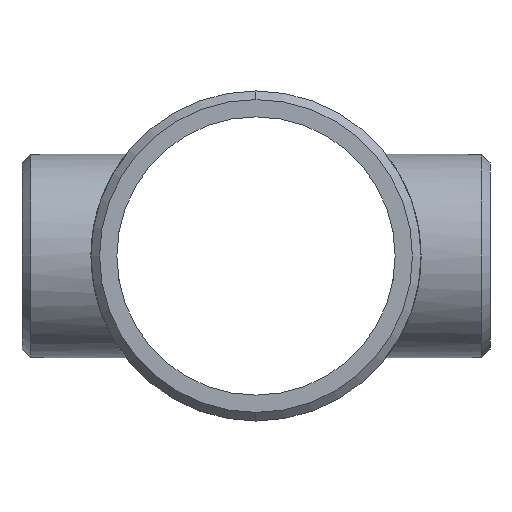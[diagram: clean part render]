
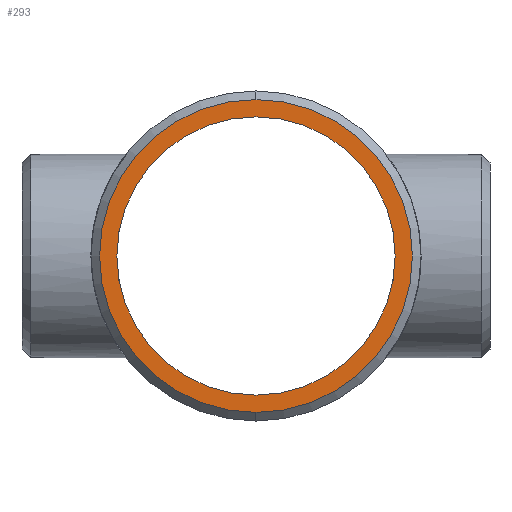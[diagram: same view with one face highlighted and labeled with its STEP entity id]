
A CAD part, left-side view. The second image highlights one B-rep face of the part: STEP entity #293.
In plain terms, the highlighted planar face has unit normal (-1, 0, 0).
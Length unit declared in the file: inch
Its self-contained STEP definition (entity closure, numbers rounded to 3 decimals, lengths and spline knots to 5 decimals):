
#22 = EDGE_CURVE ( 'NONE', #1079, #1105, #997, .T. ) ;
#60 = CARTESIAN_POINT ( 'NONE',  ( -8.5, 0., 0. ) ) ;
#105 = ORIENTED_EDGE ( 'NONE', *, *, #22, .T. ) ;
#111 = CARTESIAN_POINT ( 'NONE',  ( -8.5, 0., -4.531 ) ) ;
#169 = AXIS2_PLACEMENT_3D ( 'NONE', #191, #516, #1026 ) ;
#191 = CARTESIAN_POINT ( 'NONE',  ( -8.5, 0., 0. ) ) ;
#233 = CIRCLE ( 'NONE', #169, 5.09367 ) ;
#264 = VERTEX_POINT ( 'NONE', #111 ) ;
#293 = ADVANCED_FACE ( 'NONE', ( #1332, #1018 ), #374, .T. ) ;
#374 = PLANE ( 'NONE',  #1236 ) ;
#391 = CARTESIAN_POINT ( 'NONE',  ( -8.5, 0., 0. ) ) ;
#406 = DIRECTION ( 'NONE',  ( 0., 0., 1. ) ) ;
#439 = EDGE_CURVE ( 'NONE', #974, #264, #988, .T. ) ;
#461 = ORIENTED_EDGE ( 'NONE', *, *, #1356, .T. ) ;
#472 = CARTESIAN_POINT ( 'NONE',  ( -8.5, 0., 4.531 ) ) ;
#505 = DIRECTION ( 'NONE',  ( 1., 0., 0. ) ) ;
#516 = DIRECTION ( 'NONE',  ( -1., 0., 0. ) ) ;
#577 = AXIS2_PLACEMENT_3D ( 'NONE', #719, #505, #1368 ) ;
#615 = CARTESIAN_POINT ( 'NONE',  ( -8.5, 0., 5.09367 ) ) ;
#616 = DIRECTION ( 'NONE',  ( -1., 0., 0. ) ) ;
#686 = ORIENTED_EDGE ( 'NONE', *, *, #1134, .T. ) ;
#719 = CARTESIAN_POINT ( 'NONE',  ( -8.5, 0., 0. ) ) ;
#734 = AXIS2_PLACEMENT_3D ( 'NONE', #921, #817, #1247 ) ;
#817 = DIRECTION ( 'NONE',  ( 1., 0., 0. ) ) ;
#861 = ORIENTED_EDGE ( 'NONE', *, *, #439, .T. ) ;
#921 = CARTESIAN_POINT ( 'NONE',  ( -8.5, 0., 0. ) ) ;
#928 = CARTESIAN_POINT ( 'NONE',  ( -8.5, 0., -5.09367 ) ) ;
#932 = DIRECTION ( 'NONE',  ( 0., 0., -1. ) ) ;
#974 = VERTEX_POINT ( 'NONE', #472 ) ;
#988 = CIRCLE ( 'NONE', #577, 4.531 ) ;
#997 = CIRCLE ( 'NONE', #1200, 5.09367 ) ;
#1018 = FACE_BOUND ( 'NONE', #1215, .T. ) ;
#1026 = DIRECTION ( 'NONE',  ( 0., 0., 1. ) ) ;
#1039 = DIRECTION ( 'NONE',  ( -1., 0., 0. ) ) ;
#1079 = VERTEX_POINT ( 'NONE', #615 ) ;
#1092 = EDGE_LOOP ( 'NONE', ( #461, #105 ) ) ;
#1105 = VERTEX_POINT ( 'NONE', #928 ) ;
#1134 = EDGE_CURVE ( 'NONE', #264, #974, #1339, .T. ) ;
#1200 = AXIS2_PLACEMENT_3D ( 'NONE', #391, #616, #406 ) ;
#1215 = EDGE_LOOP ( 'NONE', ( #861, #686 ) ) ;
#1236 = AXIS2_PLACEMENT_3D ( 'NONE', #60, #1039, #932 ) ;
#1247 = DIRECTION ( 'NONE',  ( 0., 0., 1. ) ) ;
#1332 = FACE_OUTER_BOUND ( 'NONE', #1092, .T. ) ;
#1339 = CIRCLE ( 'NONE', #734, 4.531 ) ;
#1356 = EDGE_CURVE ( 'NONE', #1105, #1079, #233, .T. ) ;
#1368 = DIRECTION ( 'NONE',  ( 0., 0., 1. ) ) ;
